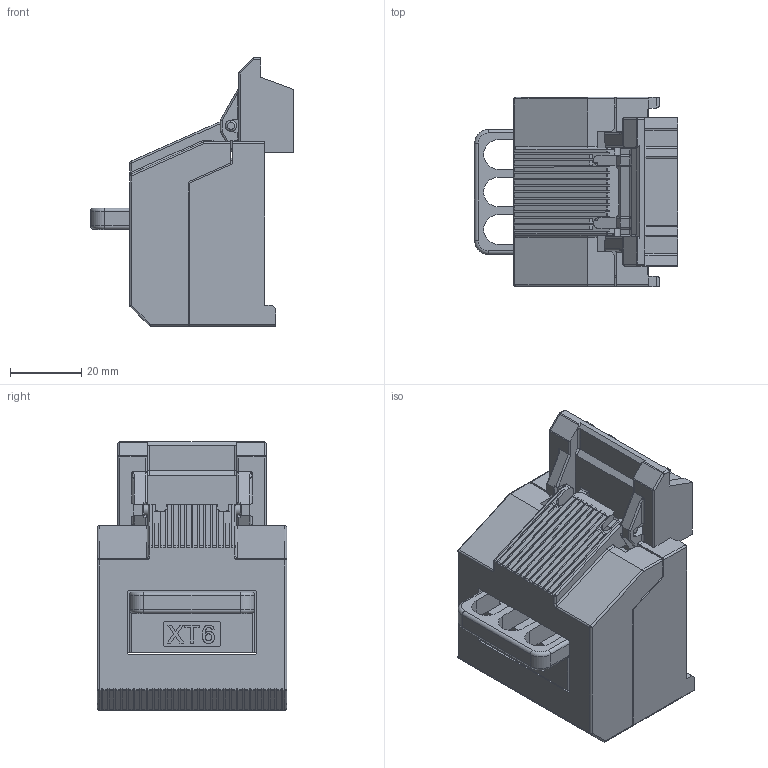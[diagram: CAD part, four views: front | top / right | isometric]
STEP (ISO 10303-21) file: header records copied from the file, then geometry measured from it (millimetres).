
FILE_DESCRIPTION((''),'2;1');
FILE_NAME('1SDH002065A1611_IGES','2023-03-02T17:13:40',('ITMADEL7'),(''),'CREO PARAMETRIC BY PTC INC, 2019030','CREO PARAMETRIC BY PTC INC, 2019030','');
FILE_SCHEMA(('AUTOMOTIVE_DESIGN { 1 0 10303 214 1 1 1 1 }'));
Products named in the file (1): 1SDH002065A1611_IGES
Bounding box: 56.8 x 53 x 75 mm (x, y, z)
Volume: 46318.4 mm3; surface area: 36782.3 mm2
Topology: 1 solids, 5 shells, 1369 faces, 3838 edges, 2404 vertices
Faces by surface type: plane 595, cylinder 534, cone 84, sphere 66, torus 44, bspline 23, extrusion 23
Entity records: 59575 total; most frequent: CARTESIAN_POINT 14602, ORIENTED_EDGE 7548, DIRECTION 6960, EDGE_CURVE 3776, VERTEX_POINT 2404, VECTOR 2328, AXIS2_PLACEMENT_3D 2316, LINE 2305
